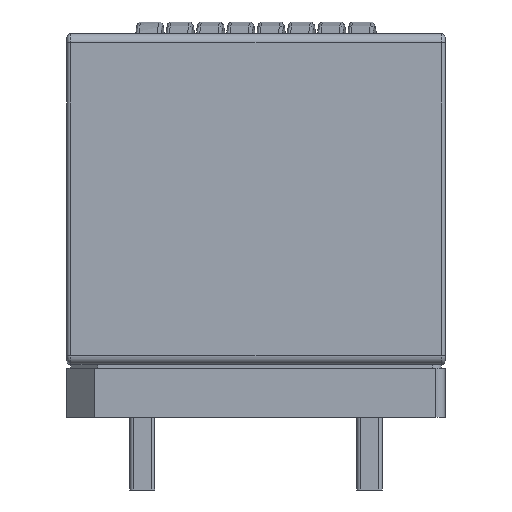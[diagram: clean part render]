
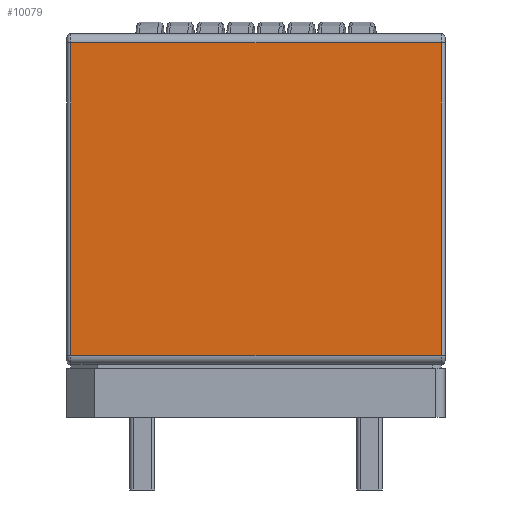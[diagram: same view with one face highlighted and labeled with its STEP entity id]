
A CAD part, left-side view. The second image highlights one B-rep face of the part: STEP entity #10079.
In plain terms, the highlighted planar face has unit normal (-1, 0, 0).
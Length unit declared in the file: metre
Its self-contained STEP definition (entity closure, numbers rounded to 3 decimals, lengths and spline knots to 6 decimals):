
#976=PLANE('',#10474);
#1228=LINE('',#13402,#1853);
#1517=LINE('',#15806,#2142);
#1518=LINE('',#15808,#2143);
#1519=LINE('',#15810,#2144);
#1853=VECTOR('',#11029,1.);
#2142=VECTOR('',#11644,1.);
#2143=VECTOR('',#11645,1.);
#2144=VECTOR('',#11646,1.);
#3572=ORIENTED_EDGE('',*,*,#4972,.F.);
#3573=ORIENTED_EDGE('',*,*,#4973,.T.);
#3574=ORIENTED_EDGE('',*,*,#4974,.T.);
#3575=ORIENTED_EDGE('',*,*,#4612,.T.);
#4612=EDGE_CURVE('',#5573,#5574,#1228,.T.);
#4972=EDGE_CURVE('',#5770,#5574,#1517,.T.);
#4973=EDGE_CURVE('',#5770,#5771,#1518,.T.);
#4974=EDGE_CURVE('',#5771,#5573,#1519,.T.);
#5573=VERTEX_POINT('',#13395);
#5574=VERTEX_POINT('',#13399);
#5770=VERTEX_POINT('',#15807);
#5771=VERTEX_POINT('',#15809);
#6366=EDGE_LOOP('',(#3572,#3573,#3574,#3575));
#6837=FACE_BOUND('',#6366,.T.);
#10079=ADVANCED_FACE('',(#6837),#976,.T.);
#10474=AXIS2_PLACEMENT_3D('',#15805,#11642,#11643);
#11029=DIRECTION('',(0.,0.,1.));
#11642=DIRECTION('',(-1.,0.,0.));
#11643=DIRECTION('',(0.,0.,1.));
#11644=DIRECTION('',(0.,-1.,0.));
#11645=DIRECTION('',(0.,0.,-1.));
#11646=DIRECTION('',(0.,-1.,0.));
#13395=CARTESIAN_POINT('',(-0.0125,-0.0102,0.00205));
#13399=CARTESIAN_POINT('',(-0.0125,-0.0102,0.01925));
#13402=CARTESIAN_POINT('',(-0.0125,-0.0102,0.01925));
#15805=CARTESIAN_POINT('',(-0.0125,0.0104,0.01975));
#15806=CARTESIAN_POINT('',(-0.0125,0.0104,0.01925));
#15807=CARTESIAN_POINT('',(-0.0125,0.0102,0.01925));
#15808=CARTESIAN_POINT('',(-0.0125,0.0102,0.00205));
#15809=CARTESIAN_POINT('',(-0.0125,0.0102,0.00205));
#15810=CARTESIAN_POINT('',(-0.0125,0.0104,0.00205));
